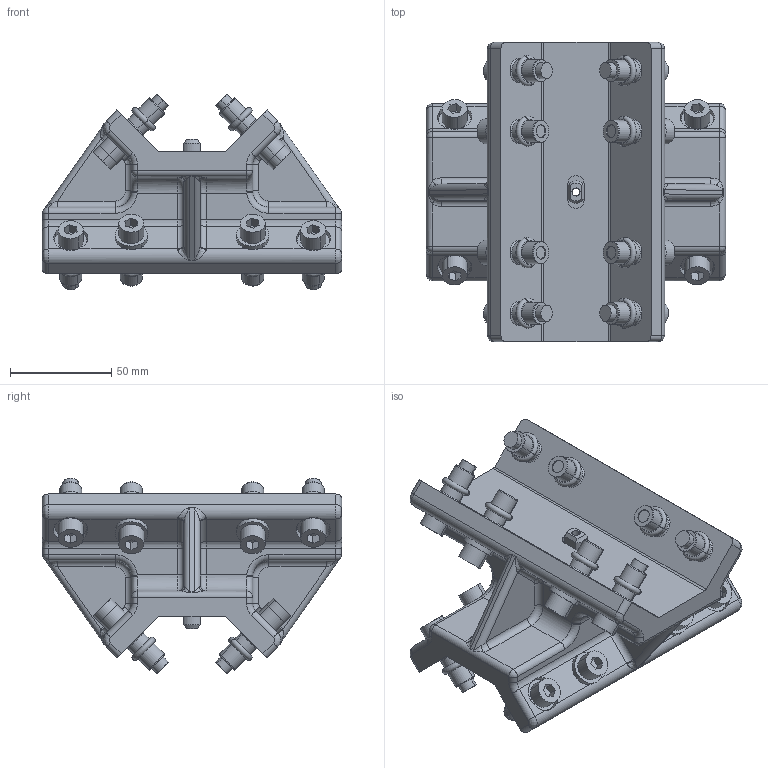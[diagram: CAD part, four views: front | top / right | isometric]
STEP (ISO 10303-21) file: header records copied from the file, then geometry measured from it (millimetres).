
FILE_DESCRIPTION(('CATIA V5 STEP Exchange'),'2;1');
FILE_NAME('AEGT080.stp','2017-07-05T23:54:46+00:00',('none'),('none'),'CATIA Version 5 Release 21 GA (IN-10)','CATIA V5 STEP AP203','none');
FILE_SCHEMA(('CONFIG_CONTROL_DESIGN'));
Length unit declared in the file: millimetre
Products named in the file (1): AEGT080
Bounding box: 148 x 148 x 96.65 mm (x, y, z)
Volume: 517259.8 mm3; surface area: 112994.7 mm2
Topology: 1 solids, 17 shells, 938 faces, 2096 edges, 1298 vertices
Faces by surface type: cylinder 386, plane 336, cone 100, torus 64, bspline 28, revolution 16, sphere 8
Entity records: 27562 total; most frequent: CARTESIAN_POINT 8195, ORIENTED_EDGE 4192, DIRECTION 3225, EDGE_CURVE 2096, AXIS2_PLACEMENT_3D 1629, VERTEX_POINT 1298, EDGE_LOOP 1078, CIRCLE 1017
